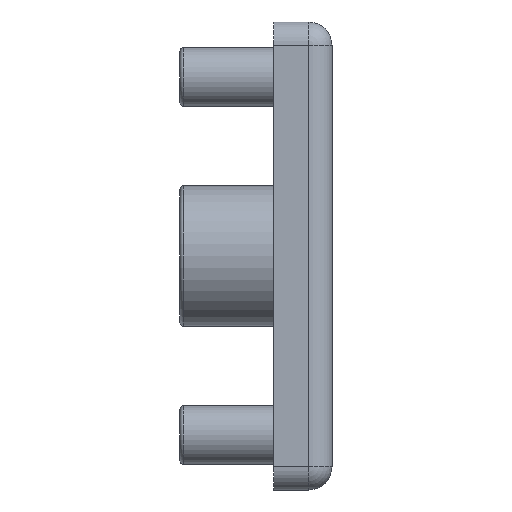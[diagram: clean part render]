
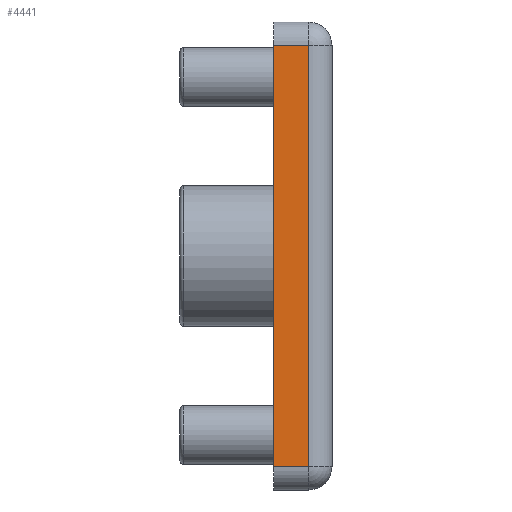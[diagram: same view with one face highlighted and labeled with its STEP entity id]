
A CAD part, left-side view. The second image highlights one B-rep face of the part: STEP entity #4441.
In plain terms, the highlighted planar face has unit normal (-1, 0, 0).
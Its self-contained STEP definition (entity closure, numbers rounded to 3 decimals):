
#213 = CARTESIAN_POINT ( 'NONE',  ( -40., 2., -18. ) ) ;
#295 = VERTEX_POINT ( 'NONE', #6838 ) ;
#336 = LINE ( 'NONE', #7122, #3132 ) ;
#566 = DIRECTION ( 'NONE',  ( 0., -1., 0. ) ) ;
#736 = CARTESIAN_POINT ( 'NONE',  ( -40., 5., -18. ) ) ;
#825 = CARTESIAN_POINT ( 'NONE',  ( -40., 2., -18. ) ) ;
#836 = CARTESIAN_POINT ( 'NONE',  ( -40., 5., -18. ) ) ;
#975 = DIRECTION ( 'NONE',  ( 0., 0., -1. ) ) ;
#1870 = EDGE_CURVE ( 'NONE', #7244, #4853, #2374, .T. ) ;
#2374 = LINE ( 'NONE', #836, #5615 ) ;
#2514 = EDGE_CURVE ( 'NONE', #4853, #295, #336, .T. ) ;
#2519 = LINE ( 'NONE', #825, #7095 ) ;
#2746 = PLANE ( 'NONE',  #6663 ) ;
#3132 = VECTOR ( 'NONE', #566, 1000. ) ;
#3395 = CARTESIAN_POINT ( 'NONE',  ( -40., 5., -18. ) ) ;
#4249 = EDGE_CURVE ( 'NONE', #7244, #6332, #7554, .T. ) ;
#4258 = ORIENTED_EDGE ( 'NONE', *, *, #5417, .T. ) ;
#4369 = CARTESIAN_POINT ( 'NONE',  ( -40., 5., 18. ) ) ;
#4441 = ADVANCED_FACE ( 'NONE', ( #7646 ), #2746, .F. ) ;
#4590 = DIRECTION ( 'NONE',  ( 1., 0., 0. ) ) ;
#4853 = VERTEX_POINT ( 'NONE', #4369 ) ;
#4948 = DIRECTION ( 'NONE',  ( 0., -1., 0. ) ) ;
#4999 = DIRECTION ( 'NONE',  ( 0., 0., 1. ) ) ;
#5176 = CARTESIAN_POINT ( 'NONE',  ( -40., 5., -18. ) ) ;
#5397 = ORIENTED_EDGE ( 'NONE', *, *, #1870, .F. ) ;
#5417 = EDGE_CURVE ( 'NONE', #6332, #295, #2519, .T. ) ;
#5615 = VECTOR ( 'NONE', #4999, 1000. ) ;
#5646 = DIRECTION ( 'NONE',  ( 0., 0., 1. ) ) ;
#6332 = VERTEX_POINT ( 'NONE', #213 ) ;
#6621 = ORIENTED_EDGE ( 'NONE', *, *, #4249, .T. ) ;
#6663 = AXIS2_PLACEMENT_3D ( 'NONE', #5176, #4590, #975 ) ;
#6793 = ORIENTED_EDGE ( 'NONE', *, *, #2514, .F. ) ;
#6838 = CARTESIAN_POINT ( 'NONE',  ( -40., 2., 18. ) ) ;
#7095 = VECTOR ( 'NONE', #5646, 1000. ) ;
#7122 = CARTESIAN_POINT ( 'NONE',  ( -40., 5., 18. ) ) ;
#7186 = VECTOR ( 'NONE', #4948, 1000. ) ;
#7244 = VERTEX_POINT ( 'NONE', #3395 ) ;
#7334 = EDGE_LOOP ( 'NONE', ( #6621, #4258, #6793, #5397 ) ) ;
#7554 = LINE ( 'NONE', #736, #7186 ) ;
#7646 = FACE_OUTER_BOUND ( 'NONE', #7334, .T. ) ;
